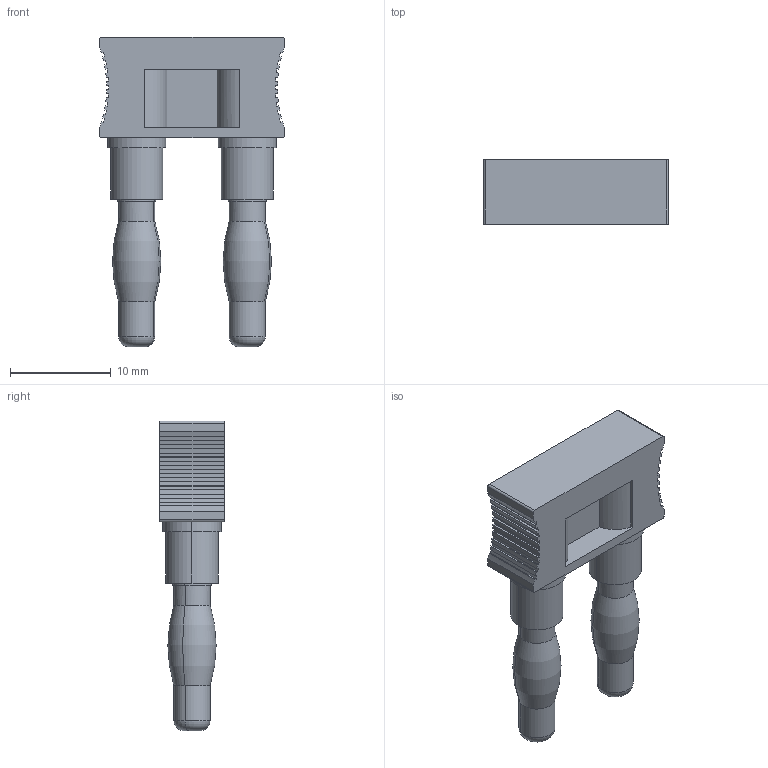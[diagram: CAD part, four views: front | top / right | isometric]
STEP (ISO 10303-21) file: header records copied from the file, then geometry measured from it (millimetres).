
FILE_DESCRIPTION(('CATIA V5 STEP Exchange','CAx-IF Rec.Pracs.--- Model Styling and Organization---1.4--- 2014-01-23'),'2;1');
FILE_NAME ('D1463479_0', '2020-07-27T09:23:32+00:00', ('none'), ('Weidmueller'), 'CATIA Version 5-6 Release 2016 SP3 HF44', 'CATIA V5 STEP AP214', 'none');
FILE_SCHEMA(('AUTOMOTIVE_DESIGN { 1 0 10303 214 1 1 1 1 }'));
Length unit declared in the file: millimetre
Products named in the file (1): 2615250000
Bounding box: 18.4 x 6.4 x 30.8 mm (x, y, z)
Volume: 1579 mm3; surface area: 2482.1 mm2
Topology: 3 solids, 3 shells, 234 faces, 578 edges, 374 vertices
Faces by surface type: cylinder 110, plane 96, cone 16, torus 12
Entity records: 7076 total; most frequent: CARTESIAN_POINT 1575, ORIENTED_EDGE 1148, DIRECTION 1014, EDGE_CURVE 574, AXIS2_PLACEMENT_3D 487, VERTEX_POINT 374, VECTOR 294, LINE 294
